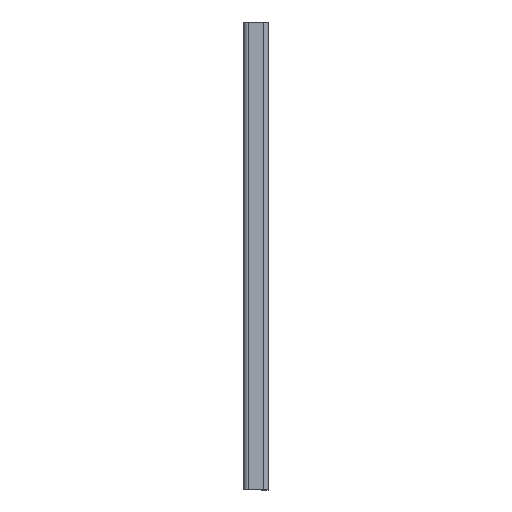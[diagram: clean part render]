
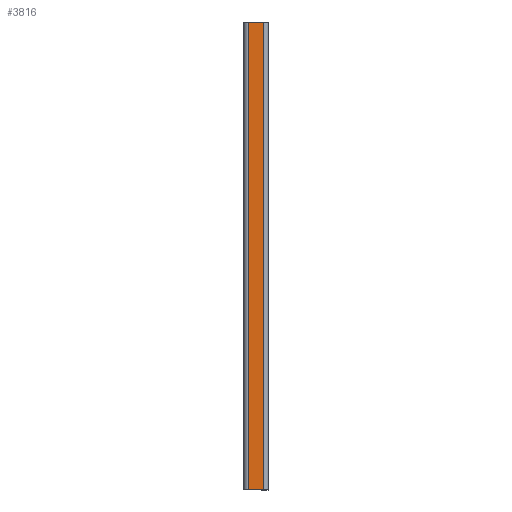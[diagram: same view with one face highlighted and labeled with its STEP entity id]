
A CAD part, left-side view. The second image highlights one B-rep face of the part: STEP entity #3816.
In plain terms, the highlighted planar face has unit normal (-1, 0, 0).
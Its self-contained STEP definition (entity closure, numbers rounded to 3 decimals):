
#636 = CARTESIAN_POINT ( 'NONE',  ( -20.5, 3.75, -200. ) ) ;
#753 = FACE_OUTER_BOUND ( 'NONE', #15327, .T. ) ;
#2007 = LINE ( 'NONE', #10683, #21970 ) ;
#2306 = PLANE ( 'NONE',  #10104 ) ;
#2576 = ORIENTED_EDGE ( 'NONE', *, *, #14738, .F. ) ;
#3255 = VERTEX_POINT ( 'NONE', #8102 ) ;
#3425 = VECTOR ( 'NONE', #3475, 1000. ) ;
#3475 = DIRECTION ( 'NONE',  ( 0., 1., 0. ) ) ;
#3816 = ADVANCED_FACE ( 'NONE', ( #753 ), #2306, .F. ) ;
#5275 = ORIENTED_EDGE ( 'NONE', *, *, #19297, .F. ) ;
#5983 = DIRECTION ( 'NONE',  ( 0., 0., -1. ) ) ;
#6412 = CARTESIAN_POINT ( 'NONE',  ( -20.5, 17.25, -400. ) ) ;
#6437 = LINE ( 'NONE', #7082, #3425 ) ;
#7082 = CARTESIAN_POINT ( 'NONE',  ( -20.5, 0., 0. ) ) ;
#7987 = VERTEX_POINT ( 'NONE', #6412 ) ;
#8102 = CARTESIAN_POINT ( 'NONE',  ( -20.5, 3.75, -400. ) ) ;
#10104 = AXIS2_PLACEMENT_3D ( 'NONE', #15015, #18256, #5983 ) ;
#10157 = CARTESIAN_POINT ( 'NONE',  ( -20.5, 17.25, 0. ) ) ;
#10620 = VERTEX_POINT ( 'NONE', #10157 ) ;
#10683 = CARTESIAN_POINT ( 'NONE',  ( -20.5, 17.25, -200. ) ) ;
#10878 = ORIENTED_EDGE ( 'NONE', *, *, #18856, .T. ) ;
#11824 = DIRECTION ( 'NONE',  ( 0., 1., 0. ) ) ;
#11899 = CARTESIAN_POINT ( 'NONE',  ( -20.5, 0., -400. ) ) ;
#13520 = EDGE_CURVE ( 'NONE', #3255, #21990, #17892, .T. ) ;
#14287 = DIRECTION ( 'NONE',  ( 0., 0., 1. ) ) ;
#14523 = LINE ( 'NONE', #11899, #15875 ) ;
#14738 = EDGE_CURVE ( 'NONE', #3255, #7987, #14523, .T. ) ;
#15015 = CARTESIAN_POINT ( 'NONE',  ( -20.5, 0., -200. ) ) ;
#15327 = EDGE_LOOP ( 'NONE', ( #10878, #5275, #2576, #17808 ) ) ;
#15875 = VECTOR ( 'NONE', #11824, 1000. ) ;
#17808 = ORIENTED_EDGE ( 'NONE', *, *, #13520, .T. ) ;
#17892 = LINE ( 'NONE', #636, #18453 ) ;
#18256 = DIRECTION ( 'NONE',  ( 1., 0., 0. ) ) ;
#18453 = VECTOR ( 'NONE', #20219, 1000. ) ;
#18856 = EDGE_CURVE ( 'NONE', #21990, #10620, #6437, .T. ) ;
#19297 = EDGE_CURVE ( 'NONE', #7987, #10620, #2007, .T. ) ;
#20219 = DIRECTION ( 'NONE',  ( 0., 0., 1. ) ) ;
#20864 = CARTESIAN_POINT ( 'NONE',  ( -20.5, 3.75, 0. ) ) ;
#21970 = VECTOR ( 'NONE', #14287, 1000. ) ;
#21990 = VERTEX_POINT ( 'NONE', #20864 ) ;
